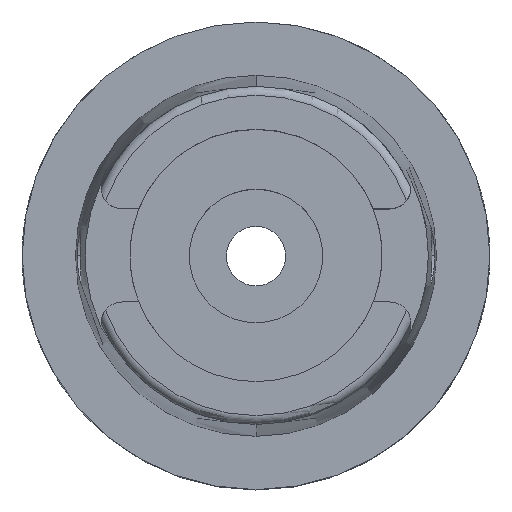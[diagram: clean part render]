
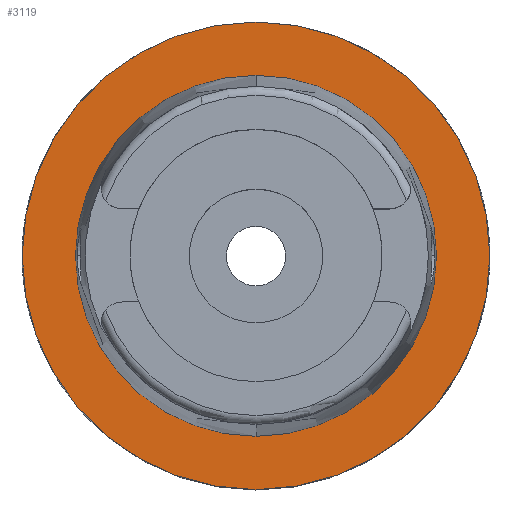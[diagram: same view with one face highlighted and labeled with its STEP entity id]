
A CAD part, top view. The second image highlights one B-rep face of the part: STEP entity #3119.
In plain terms, the highlighted planar face has unit normal (0, 0, 1).
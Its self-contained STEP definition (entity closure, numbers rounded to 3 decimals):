
#542=CARTESIAN_POINT('',(0.,0.,0.));
#543=DIRECTION('',(0.,0.,-1.));
#544=DIRECTION('',(0.,-1.,0.));
#545=AXIS2_PLACEMENT_3D('',#542,#543,#544);
#550=CARTESIAN_POINT('',(0.,0.,0.));
#551=DIRECTION('',(0.,0.,-1.));
#552=DIRECTION('',(0.,1.,0.));
#553=AXIS2_PLACEMENT_3D('',#550,#551,#552);
#558=CARTESIAN_POINT('',(0.,0.,0.));
#559=DIRECTION('',(0.,0.,1.));
#560=DIRECTION('',(0.,-1.,0.));
#561=AXIS2_PLACEMENT_3D('',#558,#559,#560);
#566=CARTESIAN_POINT('',(0.,0.,0.));
#567=DIRECTION('',(0.,0.,1.));
#568=DIRECTION('',(0.,1.,0.));
#569=AXIS2_PLACEMENT_3D('',#566,#567,#568);
#2447=CARTESIAN_POINT('',(0.,-24.315,0.));
#2448=VERTEX_POINT('',#2447);
#2449=CARTESIAN_POINT('',(0.,24.315,0.));
#2450=VERTEX_POINT('',#2449);
#2733=CARTESIAN_POINT('',(0.,31.5,0.));
#2734=VERTEX_POINT('',#2733);
#2735=CARTESIAN_POINT('',(0.,-31.5,0.));
#2736=VERTEX_POINT('',#2735);
#3104=CARTESIAN_POINT('',(0.,0.,0.));
#3105=DIRECTION('',(0.,0.,1.));
#3106=DIRECTION('',(0.,1.,0.));
#3107=AXIS2_PLACEMENT_3D('',#3104,#3105,#3106);
#3108=PLANE('',#3107);
#3110=ORIENTED_EDGE('',*,*,#3109,.T.);
#3112=ORIENTED_EDGE('',*,*,#3111,.T.);
#3113=EDGE_LOOP('',(#3110,#3112));
#3114=FACE_OUTER_BOUND('',#3113,.F.);
#3115=ORIENTED_EDGE('',*,*,#3062,.T.);
#3116=ORIENTED_EDGE('',*,*,#2855,.T.);
#3117=EDGE_LOOP('',(#3115,#3116));
#3118=FACE_BOUND('',#3117,.F.);
#546=CIRCLE('',#545,31.5);
#554=CIRCLE('',#553,31.5);
#562=CIRCLE('',#561,24.315);
#570=CIRCLE('',#569,24.315);
#2855=EDGE_CURVE('',#2450,#2448,#570,.T.);
#3062=EDGE_CURVE('',#2448,#2450,#562,.T.);
#3109=EDGE_CURVE('',#2736,#2734,#546,.T.);
#3111=EDGE_CURVE('',#2734,#2736,#554,.T.);
#3119=ADVANCED_FACE('',(#3114,#3118),#3108,.T.);
